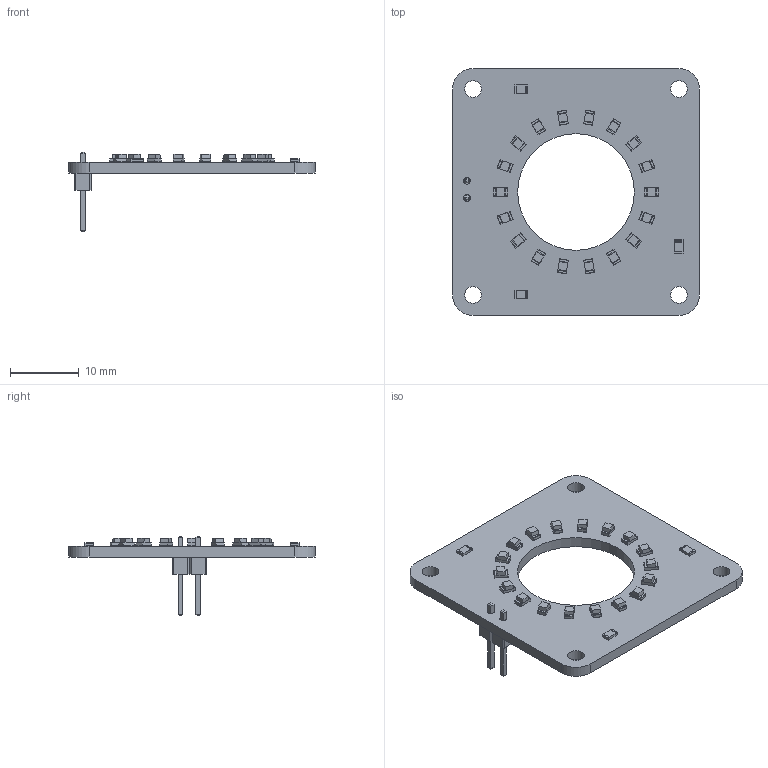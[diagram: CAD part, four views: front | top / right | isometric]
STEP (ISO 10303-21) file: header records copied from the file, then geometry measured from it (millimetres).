
FILE_DESCRIPTION(('FreeCAD Model'),'2;1');
FILE_NAME('Open CASCADE Shape Model','2021-10-26T14:37:31',('Author'),( ''),'Open CASCADE STEP processor 7.4','FreeCAD','Unknown');
FILE_SCHEMA(('AUTOMOTIVE_DESIGN { 1 0 10303 214 1 1 1 1 }'));
Length unit declared in the file: millimetre
Products named in the file (9): led_ring; Board_Geoms_e143; Pcb_e143; Step_Models_e143; Top_e143; D1_LED_0805_2012Metric_61417DA3; R1_R_0805_2012Metric_61417F0D; Bot_e143; J1_PinHeader_1x02_P254mm_Vertical_61417EFC
Assembly tree (27 placements, depth 4):
  led_ring
    Board_Geoms_e143
      Pcb_e143
    Step_Models_e143
      Top_e143
        D1_LED_0805_2012Metric_61417DA3  x18
        R1_R_0805_2012Metric_61417F0D  x3
      Bot_e143
        J1_PinHeader_1x02_P254mm_Vertical_61417EFC
Bounding box: 36 x 36 x 11.54 mm (x, y, z)
Volume: 1746 mm3; surface area: 2781.3 mm2
Topology: 23 solids, 23 shells, 1047 faces, 2765 edges, 1786 vertices
Faces by surface type: plane 868, cylinder 179
Full cylindrical faces by diameter (mm): 1 x2, 2.438 x4, 17 x1
Entity records: 5565 total; most frequent: CARTESIAN_POINT 777, DIRECTION 768, ORIENTED_EDGE 736, EDGE_CURVE 368, LINE 314, VECTOR 314, VERTEX_POINT 236, AXIS2_PLACEMENT_3D 227
